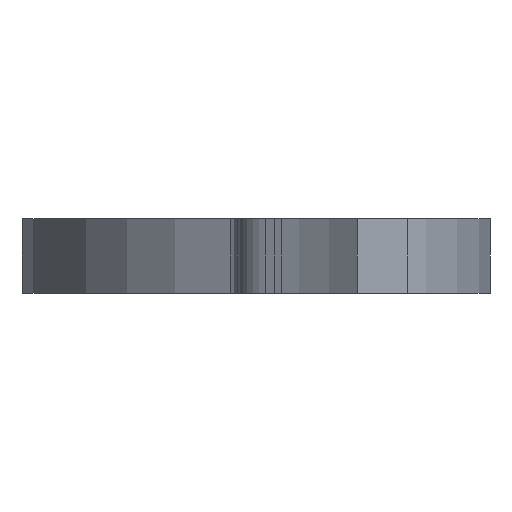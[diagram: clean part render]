
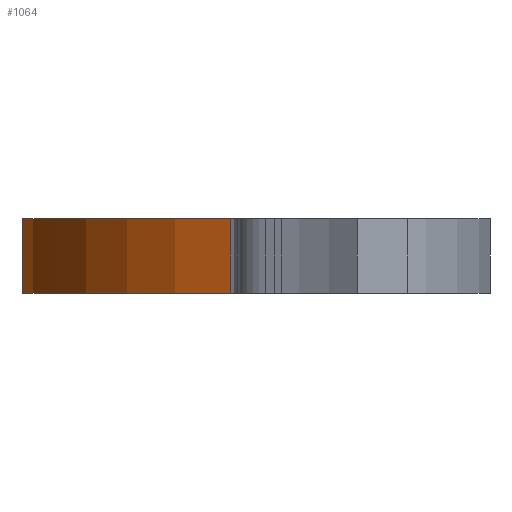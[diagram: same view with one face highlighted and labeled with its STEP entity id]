
A CAD part, left-side view. The second image highlights one B-rep face of the part: STEP entity #1064.
In plain terms, the highlighted cylindrical face has radius 58.714 mm (diameter 117.429 mm), a partial arc.
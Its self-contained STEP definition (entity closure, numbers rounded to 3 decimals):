
#53 = CYLINDRICAL_SURFACE ( 'NONE', #9935, 58.714 ) ;
#123 = DIRECTION ( 'NONE',  ( 0., 0., 1. ) ) ;
#351 = VERTEX_POINT ( 'NONE', #8034 ) ;
#1064 = ADVANCED_FACE ( 'NONE', ( #14455 ), #53, .T. ) ;
#1665 = LINE ( 'NONE', #13051, #22226 ) ;
#1957 = VERTEX_POINT ( 'NONE', #5277 ) ;
#2382 = CIRCLE ( 'NONE', #3195, 58.714 ) ;
#3195 = AXIS2_PLACEMENT_3D ( 'NONE', #17788, #10784, #19608 ) ;
#5038 = DIRECTION ( 'NONE',  ( -1., 0., 0. ) ) ;
#5277 = CARTESIAN_POINT ( 'NONE',  ( -1615.688, 4.153, -6. ) ) ;
#6523 = VERTEX_POINT ( 'NONE', #20342 ) ;
#7509 = EDGE_LOOP ( 'NONE', ( #12378, #19138, #16558, #10464 ) ) ;
#7744 = DIRECTION ( 'NONE',  ( 0., 0., 1. ) ) ;
#8034 = CARTESIAN_POINT ( 'NONE',  ( -1509.312, 4.153, -6. ) ) ;
#8756 = EDGE_CURVE ( 'NONE', #1957, #351, #19115, .T. ) ;
#9935 = AXIS2_PLACEMENT_3D ( 'NONE', #22918, #17759, #5038 ) ;
#10464 = ORIENTED_EDGE ( 'NONE', *, *, #12278, .T. ) ;
#10784 = DIRECTION ( 'NONE',  ( 0., 0., -1. ) ) ;
#11746 = AXIS2_PLACEMENT_3D ( 'NONE', #18736, #22508, #17148 ) ;
#11836 = CARTESIAN_POINT ( 'NONE',  ( -1615.688, 4.153, 6. ) ) ;
#12024 = VERTEX_POINT ( 'NONE', #11836 ) ;
#12278 = EDGE_CURVE ( 'NONE', #12024, #6523, #2382, .T. ) ;
#12378 = ORIENTED_EDGE ( 'NONE', *, *, #15118, .F. ) ;
#13051 = CARTESIAN_POINT ( 'NONE',  ( -1509.312, 4.153, -6. ) ) ;
#13790 = LINE ( 'NONE', #19893, #14639 ) ;
#14455 = FACE_OUTER_BOUND ( 'NONE', #7509, .T. ) ;
#14639 = VECTOR ( 'NONE', #123, 1000. ) ;
#15118 = EDGE_CURVE ( 'NONE', #351, #6523, #1665, .T. ) ;
#16558 = ORIENTED_EDGE ( 'NONE', *, *, #22343, .T. ) ;
#17148 = DIRECTION ( 'NONE',  ( -0.906, 0.424, 0. ) ) ;
#17759 = DIRECTION ( 'NONE',  ( 0., 0., -1. ) ) ;
#17788 = CARTESIAN_POINT ( 'NONE',  ( -1562.5, -20.714, 6. ) ) ;
#18736 = CARTESIAN_POINT ( 'NONE',  ( -1562.5, -20.714, -6. ) ) ;
#19115 = CIRCLE ( 'NONE', #11746, 58.714 ) ;
#19138 = ORIENTED_EDGE ( 'NONE', *, *, #8756, .F. ) ;
#19608 = DIRECTION ( 'NONE',  ( -0.906, 0.424, 0. ) ) ;
#19893 = CARTESIAN_POINT ( 'NONE',  ( -1615.688, 4.153, -6. ) ) ;
#20342 = CARTESIAN_POINT ( 'NONE',  ( -1509.312, 4.153, 6. ) ) ;
#22226 = VECTOR ( 'NONE', #7744, 1000. ) ;
#22343 = EDGE_CURVE ( 'NONE', #1957, #12024, #13790, .T. ) ;
#22508 = DIRECTION ( 'NONE',  ( 0., 0., -1. ) ) ;
#22918 = CARTESIAN_POINT ( 'NONE',  ( -1562.5, -20.714, 0. ) ) ;
